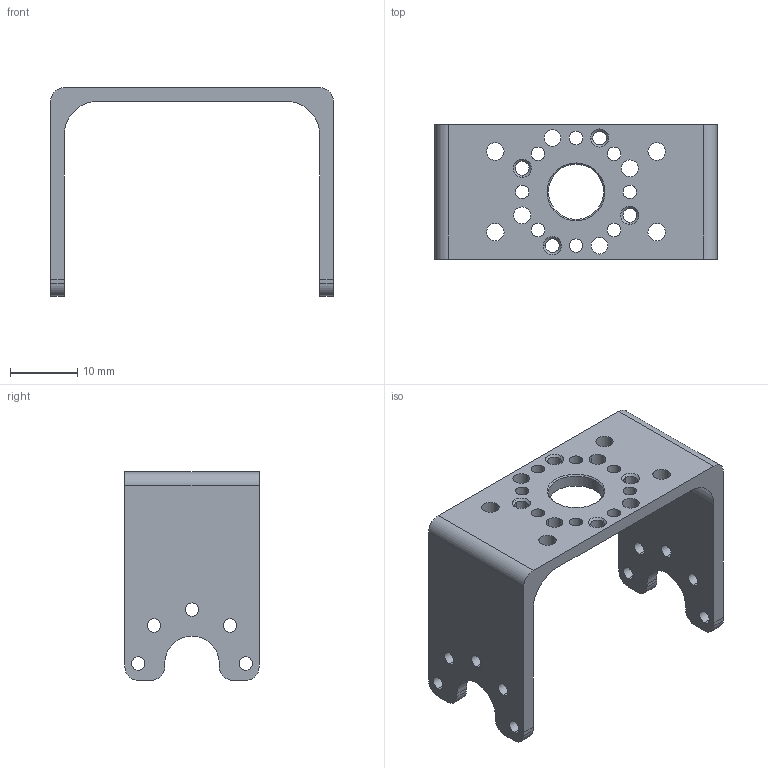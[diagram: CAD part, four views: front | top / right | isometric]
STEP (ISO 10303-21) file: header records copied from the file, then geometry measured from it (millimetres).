
FILE_DESCRIPTION (( 'STEP AP203' ), '1' );
FILE_NAME ('new connector1.STEP', '2025-07-24T11:04:10', ( '' ), ( '' ), 'SwSTEP 2.0', 'SolidWorks 2023', '' );
FILE_SCHEMA (( 'CONFIG_CONTROL_DESIGN' ));
Length unit declared in the file: metre
Products named in the file (1): new connector1
Bounding box: 42 x 20 x 31 mm (x, y, z)
Volume: 3653.3 mm3; surface area: 4327.7 mm2
Topology: 1 solids, 1 shells, 106 faces, 302 edges, 198 vertices
Faces by surface type: cylinder 80, plane 16, cone 10
Entity records: 3737 total; most frequent: DIRECTION 686, CARTESIAN_POINT 607, ORIENTED_EDGE 604, EDGE_CURVE 302, AXIS2_PLACEMENT_3D 277, VERTEX_POINT 198, CIRCLE 170, EDGE_LOOP 168
